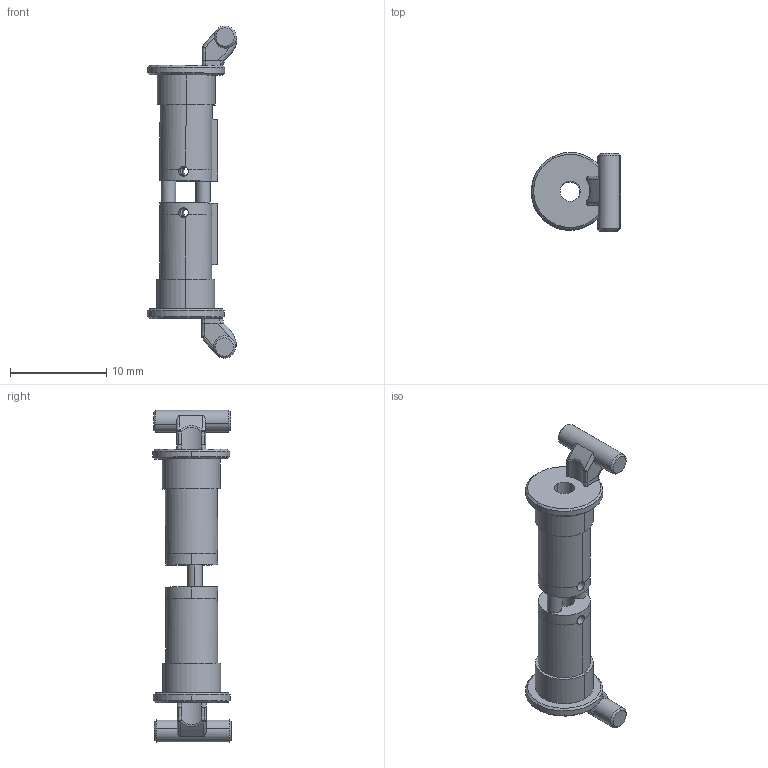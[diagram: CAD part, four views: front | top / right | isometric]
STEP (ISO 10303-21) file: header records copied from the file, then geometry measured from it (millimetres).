
FILE_DESCRIPTION(('STEP AP214'),'1');
FILE_NAME('.step','2022-05-23T03:03:55',(' '),(' '),'Spatial InterOp 3D',' ',' ');
FILE_SCHEMA(('AUTOMOTIVE_DESIGN { 1 0 10303 214 1 1 1 1 }'));
Length unit declared in the file: metre
Products named in the file (2): 肩部转轴
Assembly tree (1 placements, depth 2):
  肩部转轴
    肩部转轴
Bounding box: 9.31 x 8.17 x 34.45 mm (x, y, z)
Volume: 659.3 mm3; surface area: 980.9 mm2
Topology: 1 solids, 1 shells, 117 faces, 329 edges, 207 vertices
Faces by surface type: cylinder 46, bspline 28, plane 25, cone 16, sphere 2
Entity records: 8217 total; most frequent: CARTESIAN_POINT 5350, ORIENTED_EDGE 646, DIRECTION 516, EDGE_CURVE 323, VERTEX_POINT 207, AXIS2_PLACEMENT_3D 206, EDGE_LOOP 128, ADVANCED_FACE 117
